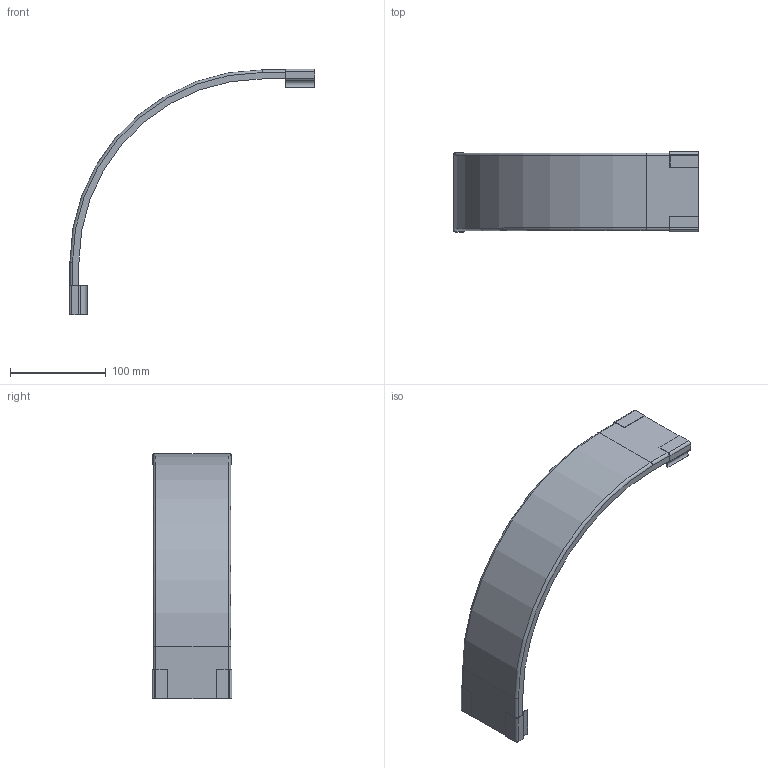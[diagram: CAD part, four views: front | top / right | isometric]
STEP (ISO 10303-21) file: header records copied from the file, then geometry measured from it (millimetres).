
FILE_DESCRIPTION(/* description */ (''),/* implementation_level */ '2;1');
FILE_NAME(/* name */ '480714.stp',/* time_stamp */ '2025-12-05T09:41:20+01:00',/* author */ ('mael.lecharpentier'),/* organization */ (''),/* preprocessor_version */ 'ST-DEVELOPER v20',/* originating_system */ 'AutoCAD Mechanical',/* authorisation */ '');
FILE_SCHEMA (('AUTOMOTIVE_DESIGN { 1 0 10303 214 3 1 1 }'));
Length unit declared in the file: millimetre
Products named in the file (1): Product
Bounding box: 256.5 x 83.4 x 256.5 mm (x, y, z)
Volume: 33705.9 mm3; surface area: 91266.4 mm2
Topology: 5 solids, 5 shells, 89 faces, 221 edges, 142 vertices
Faces by surface type: plane 50, cylinder 33, torus 4, cone 2
Entity records: 2663 total; most frequent: DIRECTION 471, CARTESIAN_POINT 453, ORIENTED_EDGE 442, EDGE_CURVE 221, AXIS2_PLACEMENT_3D 160, LINE 151, VECTOR 151, VERTEX_POINT 142
